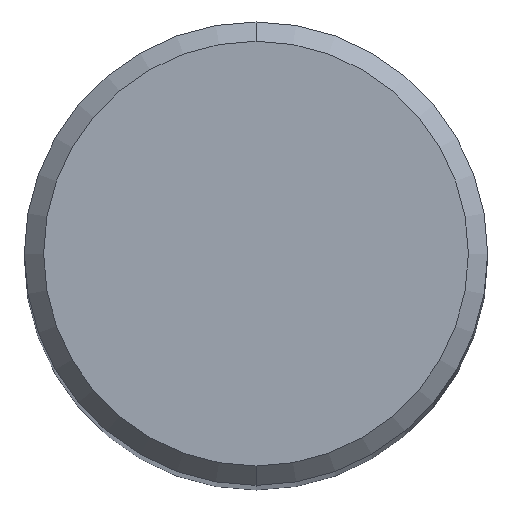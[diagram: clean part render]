
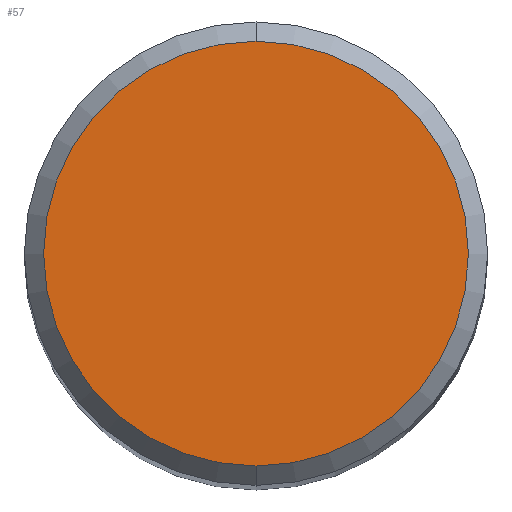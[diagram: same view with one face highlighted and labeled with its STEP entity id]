
A CAD part, top view. The second image highlights one B-rep face of the part: STEP entity #57.
In plain terms, the highlighted planar face has unit normal (0, 0, 1).
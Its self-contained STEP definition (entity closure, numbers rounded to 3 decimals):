
#57=ADVANCED_FACE('',(#71),#61,.F.);
#61=PLANE('',#275);
#71=FACE_OUTER_BOUND('',#81,.T.);
#81=EDGE_LOOP('',(#112,#113));
#112=ORIENTED_EDGE('',*,*,#139,.F.);
#113=ORIENTED_EDGE('',*,*,#137,.F.);
#122=VERTEX_POINT('',#392);
#123=VERTEX_POINT('',#394);
#137=EDGE_CURVE('',#122,#123,#148,.T.);
#139=EDGE_CURVE('',#123,#122,#149,.T.);
#148=CIRCLE('',#271,5.5);
#149=CIRCLE('',#273,5.5);
#271=AXIS2_PLACEMENT_3D('',#393,#337,#338);
#273=AXIS2_PLACEMENT_3D('',#397,#342,#343);
#275=AXIS2_PLACEMENT_3D('',#399,#346,#347);
#337=DIRECTION('',(0.,0.,-1.));
#338=DIRECTION('',(0.,-1.,0.));
#342=DIRECTION('',(0.,0.,-1.));
#343=DIRECTION('',(0.,1.,0.));
#346=DIRECTION('',(0.,0.,-1.));
#347=DIRECTION('',(0.,1.,0.));
#392=CARTESIAN_POINT('',(0.,-5.5,75.));
#393=CARTESIAN_POINT('',(0.,0.,75.));
#394=CARTESIAN_POINT('',(0.,5.5,75.));
#397=CARTESIAN_POINT('',(0.,0.,75.));
#399=CARTESIAN_POINT('',(0.,0.,75.));
